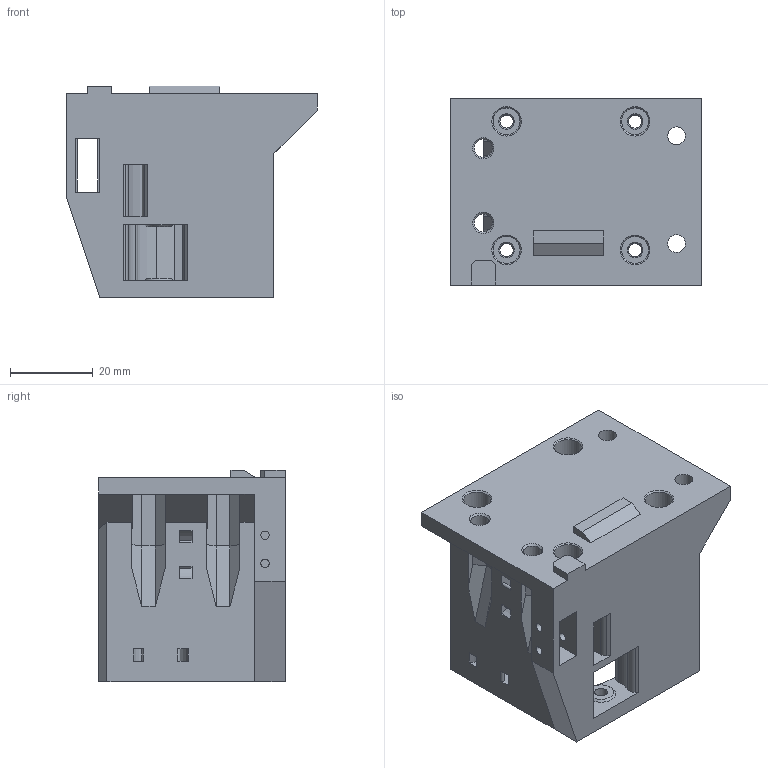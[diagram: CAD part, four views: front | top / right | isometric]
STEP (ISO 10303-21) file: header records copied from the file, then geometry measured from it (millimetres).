
FILE_DESCRIPTION(('STEP AP242'), '1');
FILE_NAME('V09-01-02-01 - X axis drive body', '2024-07-07T12:37:32', (''), (''), 'C3D Converter', 'C3D Toolkit', '');
FILE_SCHEMA(('AP242_MANAGED_MODEL_BASED_3D_ENGINEERING_MIM_LF { 1 0 10303 442 1 1 4 }'));
Length unit declared in the file: millimetre
Products named in the file (1): V09-01-02-01 - X axis drive body
Bounding box: 60.5 x 45 x 51.1 mm (x, y, z)
Volume: 63798.2 mm3; surface area: 22449.3 mm2
Topology: 1 solids, 1 shells, 174 faces, 498 edges, 335 vertices
Faces by surface type: plane 109, cylinder 46, cone 19
Full cylindrical faces by diameter (mm): 2 x4, 2.7 x1, 3.1 x1, 3.2 x4, 4.3 x4, 6.5 x4
Entity records: 7060 total; most frequent: DIRECTION 975, CARTESIAN_POINT 971, ORIENTED_EDGE 922, EDGE_CURVE 461, AXIS2_PLACEMENT_3D 339, VERTEX_POINT 335, LINE 297, VECTOR 297
